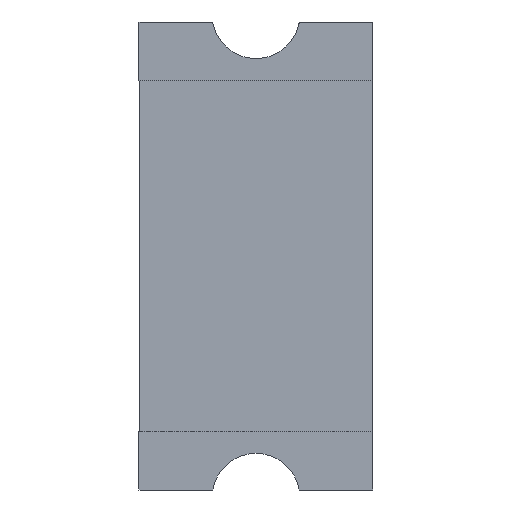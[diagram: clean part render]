
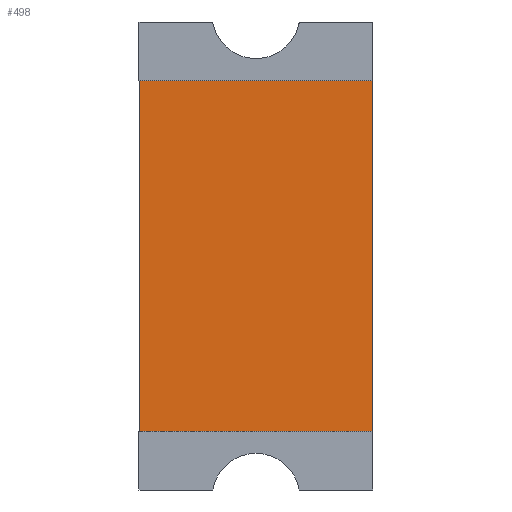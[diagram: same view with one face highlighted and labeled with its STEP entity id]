
A CAD part, front view. The second image highlights one B-rep face of the part: STEP entity #498.
In plain terms, the highlighted planar face has unit normal (0, -1, 0).
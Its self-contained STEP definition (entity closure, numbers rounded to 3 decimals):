
#111 = LINE ( 'NONE', #1613, #2259 ) ;
#321 = DIRECTION ( 'NONE',  ( -1., 0., 0. ) ) ;
#447 = DIRECTION ( 'NONE',  ( -1., 0., 0. ) ) ;
#495 = EDGE_LOOP ( 'NONE', ( #1928, #1775, #2529, #1229 ) ) ;
#498 = ADVANCED_FACE ( 'NONE', ( #2226 ), #1350, .F. ) ;
#505 = DIRECTION ( 'NONE',  ( 0., 0., 1. ) ) ;
#635 = EDGE_CURVE ( 'NONE', #1655, #2169, #740, .T. ) ;
#693 = CARTESIAN_POINT ( 'NONE',  ( 0.799, -0.34, -1.2 ) ) ;
#740 = LINE ( 'NONE', #2243, #1461 ) ;
#783 = VECTOR ( 'NONE', #1262, 1000. ) ;
#922 = CARTESIAN_POINT ( 'NONE',  ( -0.799, -0.34, -1.2 ) ) ;
#1032 = EDGE_CURVE ( 'NONE', #2519, #1702, #1233, .T. ) ;
#1099 = CARTESIAN_POINT ( 'NONE',  ( -0.8, -0.34, -1.2 ) ) ;
#1142 = CARTESIAN_POINT ( 'NONE',  ( -0.8, -0.34, -1.2 ) ) ;
#1156 = DIRECTION ( 'NONE',  ( 0., 1., 0. ) ) ;
#1173 = CARTESIAN_POINT ( 'NONE',  ( -0.799, -0.34, 1.2 ) ) ;
#1229 = ORIENTED_EDGE ( 'NONE', *, *, #1032, .F. ) ;
#1233 = LINE ( 'NONE', #1099, #2082 ) ;
#1262 = DIRECTION ( 'NONE',  ( 0., 0., 1. ) ) ;
#1350 = PLANE ( 'NONE',  #1823 ) ;
#1461 = VECTOR ( 'NONE', #321, 1000. ) ;
#1613 = CARTESIAN_POINT ( 'NONE',  ( -0.799, -0.34, -1.6 ) ) ;
#1655 = VERTEX_POINT ( 'NONE', #2604 ) ;
#1702 = VERTEX_POINT ( 'NONE', #922 ) ;
#1775 = ORIENTED_EDGE ( 'NONE', *, *, #635, .T. ) ;
#1823 = AXIS2_PLACEMENT_3D ( 'NONE', #1142, #1156, #505 ) ;
#1928 = ORIENTED_EDGE ( 'NONE', *, *, #2270, .T. ) ;
#2082 = VECTOR ( 'NONE', #447, 1000. ) ;
#2128 = LINE ( 'NONE', #2481, #783 ) ;
#2169 = VERTEX_POINT ( 'NONE', #1173 ) ;
#2211 = EDGE_CURVE ( 'NONE', #1702, #2169, #111, .T. ) ;
#2226 = FACE_OUTER_BOUND ( 'NONE', #495, .T. ) ;
#2243 = CARTESIAN_POINT ( 'NONE',  ( -0.8, -0.34, 1.2 ) ) ;
#2245 = DIRECTION ( 'NONE',  ( 0., 0., 1. ) ) ;
#2259 = VECTOR ( 'NONE', #2245, 1000. ) ;
#2270 = EDGE_CURVE ( 'NONE', #2519, #1655, #2128, .T. ) ;
#2481 = CARTESIAN_POINT ( 'NONE',  ( 0.799, -0.34, -1.6 ) ) ;
#2519 = VERTEX_POINT ( 'NONE', #693 ) ;
#2529 = ORIENTED_EDGE ( 'NONE', *, *, #2211, .F. ) ;
#2604 = CARTESIAN_POINT ( 'NONE',  ( 0.799, -0.34, 1.2 ) ) ;
